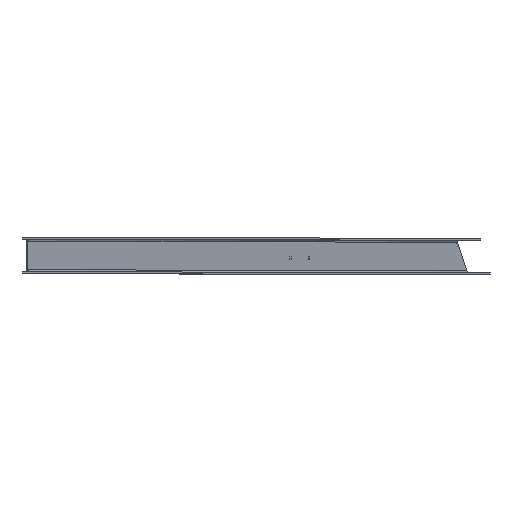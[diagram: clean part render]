
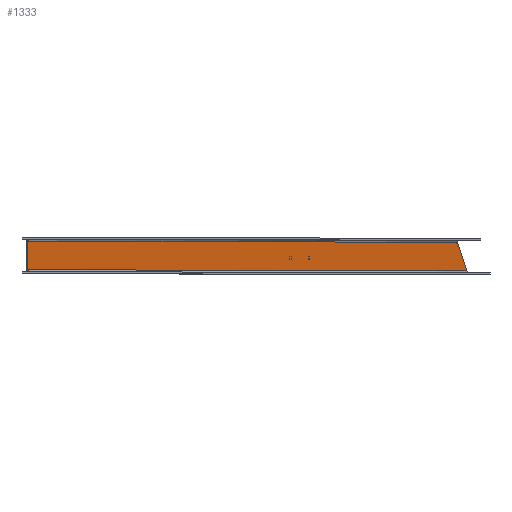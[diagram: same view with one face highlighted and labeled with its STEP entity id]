
A CAD part, top view. The second image highlights one B-rep face of the part: STEP entity #1333.
In plain terms, the highlighted planar face has unit normal (0.866, 0, 0.5).
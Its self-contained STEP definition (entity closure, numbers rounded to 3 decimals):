
#23 = CARTESIAN_POINT ( 'NONE',  ( -994.036, -1182.305, -637.33 ) ) ;
#34 = FACE_OUTER_BOUND ( 'NONE', #1781, .T. ) ;
#44 = LINE ( 'NONE', #831, #732 ) ;
#50 = ORIENTED_EDGE ( 'NONE', *, *, #1417, .F. ) ;
#74 = EDGE_CURVE ( 'NONE', #1771, #1272, #1569, .T. ) ;
#76 = EDGE_CURVE ( 'NONE', #1057, #2007, #758, .T. ) ;
#83 = VERTEX_POINT ( 'NONE', #1409 ) ;
#105 = LINE ( 'NONE', #2081, #865 ) ;
#112 = CARTESIAN_POINT ( 'NONE',  ( -88.004, -1241.305, -2206.624 ) ) ;
#128 = DIRECTION ( 'NONE',  ( 0., 1., 0. ) ) ;
#195 = CARTESIAN_POINT ( 'NONE',  ( -450.305, -1213.205, -1579.1 ) ) ;
#203 = ORIENTED_EDGE ( 'NONE', *, *, #74, .F. ) ;
#206 = CARTESIAN_POINT ( 'NONE',  ( -413.701, -1213.205, -1642.5 ) ) ;
#214 = DIRECTION ( 'NONE',  ( -0.5, 0., 0.866 ) ) ;
#218 = CARTESIAN_POINT ( 'NONE',  ( -413.701, -1218.405, -1642.5 ) ) ;
#236 = DIRECTION ( 'NONE',  ( 0.5, 0., -0.866 ) ) ;
#267 = DIRECTION ( 'NONE',  ( 0., -1., 0. ) ) ;
#300 = CARTESIAN_POINT ( 'NONE',  ( -1021.499, -1241.305, -589.763 ) ) ;
#302 = DIRECTION ( 'NONE',  ( -0.5, 0., 0.866 ) ) ;
#303 = ORIENTED_EDGE ( 'NONE', *, *, #1267, .F. ) ;
#331 = ORIENTED_EDGE ( 'NONE', *, *, #630, .F. ) ;
#340 = CARTESIAN_POINT ( 'NONE',  ( -451.806, -1213.205, -1576.5 ) ) ;
#342 = CARTESIAN_POINT ( 'NONE',  ( -453.307, -1218.405, -1573.9 ) ) ;
#370 = EDGE_CURVE ( 'NONE', #578, #83, #44, .T. ) ;
#381 = EDGE_CURVE ( 'NONE', #1737, #1279, #670, .T. ) ;
#411 = EDGE_LOOP ( 'NONE', ( #513, #1363, #844, #50 ) ) ;
#429 = VECTOR ( 'NONE', #748, 1000. ) ;
#442 = CARTESIAN_POINT ( 'NONE',  ( -373.387, -385.156, -1712.326 ) ) ;
#463 = VERTEX_POINT ( 'NONE', #1415 ) ;
#473 = EDGE_CURVE ( 'NONE', #463, #1342, #1245, .T. ) ;
#513 = ORIENTED_EDGE ( 'NONE', *, *, #381, .F. ) ;
#541 = CARTESIAN_POINT ( 'NONE',  ( -453.307, -1215.805, -1573.9 ) ) ;
#542 = CARTESIAN_POINT ( 'NONE',  ( -451.806, -1218.405, -1576.5 ) ) ;
#556 = VECTOR ( 'NONE', #302, 1000. ) ;
#578 = VERTEX_POINT ( 'NONE', #969 ) ;
#583 = CARTESIAN_POINT ( 'NONE',  ( -415.202, -1218.405, -1639.9 ) ) ;
#630 = EDGE_CURVE ( 'NONE', #1599, #578, #1381, .T. ) ;
#633 = ORIENTED_EDGE ( 'NONE', *, *, #76, .F. ) ;
#648 = CARTESIAN_POINT ( 'NONE',  ( -1021.499, -1249.305, -589.763 ) ) ;
#670 = LINE ( 'NONE', #541, #1635 ) ;
#722 = EDGE_CURVE ( 'NONE', #1272, #1057, #2034, .T. ) ;
#732 = VECTOR ( 'NONE', #1531, 1000. ) ;
#739 = CARTESIAN_POINT ( 'NONE',  ( -994.036, -1249.305, -637.33 ) ) ;
#748 = DIRECTION ( 'NONE',  ( 0., 1., 0. ) ) ;
#755 = CARTESIAN_POINT ( 'NONE',  ( -450.305, -1215.805, -1579.1 ) ) ;
#758 = LINE ( 'NONE', #442, #1855 ) ;
#774 = DIRECTION ( 'NONE',  ( -0.5, 0., 0.866 ) ) ;
#811 = EDGE_CURVE ( 'NONE', #1342, #1737, #1150, .T. ) ;
#826 = VECTOR ( 'NONE', #1036, 1000. ) ;
#831 = CARTESIAN_POINT ( 'NONE',  ( -412.2, -1215.805, -1645.1 ) ) ;
#842 = FACE_BOUND ( 'NONE', #1377, .T. ) ;
#844 = ORIENTED_EDGE ( 'NONE', *, *, #473, .F. ) ;
#865 = VECTOR ( 'NONE', #267, 1000. ) ;
#883 = CARTESIAN_POINT ( 'NONE',  ( -107.671, -1182.305, -2172.56 ) ) ;
#930 = DIRECTION ( 'NONE',  ( 0.277, -0.832, -0.48 ) ) ;
#969 = CARTESIAN_POINT ( 'NONE',  ( -412.2, -1218.405, -1645.1 ) ) ;
#984 = EDGE_CURVE ( 'NONE', #1495, #1599, #105, .T. ) ;
#1008 = DIRECTION ( 'NONE',  ( 0.866, 0., 0.5 ) ) ;
#1036 = DIRECTION ( 'NONE',  ( 0.5, 0., -0.866 ) ) ;
#1044 = LINE ( 'NONE', #542, #1987 ) ;
#1057 = VERTEX_POINT ( 'NONE', #883 ) ;
#1150 = LINE ( 'NONE', #340, #556 ) ;
#1159 = CARTESIAN_POINT ( 'NONE',  ( -453.307, -1213.205, -1573.9 ) ) ;
#1172 = DIRECTION ( 'NONE',  ( 0., -1., 0. ) ) ;
#1193 = VECTOR ( 'NONE', #128, 1000. ) ;
#1226 = VECTOR ( 'NONE', #214, 1000. ) ;
#1245 = LINE ( 'NONE', #755, #1193 ) ;
#1267 = EDGE_CURVE ( 'NONE', #83, #1495, #1490, .T. ) ;
#1272 = VERTEX_POINT ( 'NONE', #23 ) ;
#1279 = VERTEX_POINT ( 'NONE', #342 ) ;
#1292 = VECTOR ( 'NONE', #774, 1000. ) ;
#1333 = ADVANCED_FACE ( 'NONE', ( #34, #2013, #842 ), #1836, .T. ) ;
#1342 = VERTEX_POINT ( 'NONE', #195 ) ;
#1353 = VECTOR ( 'NONE', #1658, 1000. ) ;
#1363 = ORIENTED_EDGE ( 'NONE', *, *, #811, .F. ) ;
#1377 = EDGE_LOOP ( 'NONE', ( #1431, #303, #2008, #331 ) ) ;
#1381 = LINE ( 'NONE', #218, #1353 ) ;
#1409 = CARTESIAN_POINT ( 'NONE',  ( -412.2, -1213.205, -1645.1 ) ) ;
#1415 = CARTESIAN_POINT ( 'NONE',  ( -450.305, -1218.405, -1579.1 ) ) ;
#1417 = EDGE_CURVE ( 'NONE', #1279, #463, #1044, .T. ) ;
#1431 = ORIENTED_EDGE ( 'NONE', *, *, #984, .F. ) ;
#1490 = LINE ( 'NONE', #206, #1226 ) ;
#1495 = VERTEX_POINT ( 'NONE', #1954 ) ;
#1518 = CARTESIAN_POINT ( 'NONE',  ( -1021.499, -1182.305, -589.763 ) ) ;
#1526 = ORIENTED_EDGE ( 'NONE', *, *, #1581, .F. ) ;
#1531 = DIRECTION ( 'NONE',  ( 0., 1., 0. ) ) ;
#1569 = LINE ( 'NONE', #739, #429 ) ;
#1581 = EDGE_CURVE ( 'NONE', #2007, #1771, #2118, .T. ) ;
#1599 = VERTEX_POINT ( 'NONE', #583 ) ;
#1635 = VECTOR ( 'NONE', #1172, 1000. ) ;
#1658 = DIRECTION ( 'NONE',  ( 0.5, 0., -0.866 ) ) ;
#1705 = AXIS2_PLACEMENT_3D ( 'NONE', #648, #1008, #1861 ) ;
#1717 = CARTESIAN_POINT ( 'NONE',  ( -994.036, -1241.305, -637.33 ) ) ;
#1737 = VERTEX_POINT ( 'NONE', #1159 ) ;
#1771 = VERTEX_POINT ( 'NONE', #1717 ) ;
#1781 = EDGE_LOOP ( 'NONE', ( #203, #1526, #633, #1863 ) ) ;
#1836 = PLANE ( 'NONE',  #1705 ) ;
#1855 = VECTOR ( 'NONE', #930, 1000. ) ;
#1861 = DIRECTION ( 'NONE',  ( 0.5, 0., -0.866 ) ) ;
#1863 = ORIENTED_EDGE ( 'NONE', *, *, #722, .F. ) ;
#1954 = CARTESIAN_POINT ( 'NONE',  ( -415.202, -1213.205, -1639.9 ) ) ;
#1987 = VECTOR ( 'NONE', #236, 1000. ) ;
#2007 = VERTEX_POINT ( 'NONE', #112 ) ;
#2008 = ORIENTED_EDGE ( 'NONE', *, *, #370, .F. ) ;
#2013 = FACE_BOUND ( 'NONE', #411, .T. ) ;
#2034 = LINE ( 'NONE', #1518, #826 ) ;
#2081 = CARTESIAN_POINT ( 'NONE',  ( -415.202, -1215.805, -1639.9 ) ) ;
#2118 = LINE ( 'NONE', #300, #1292 ) ;
